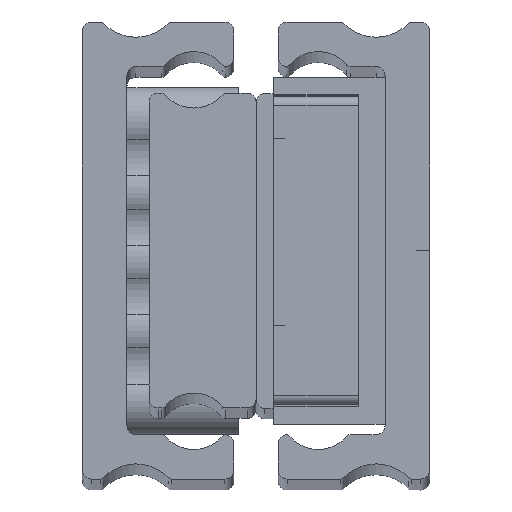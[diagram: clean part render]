
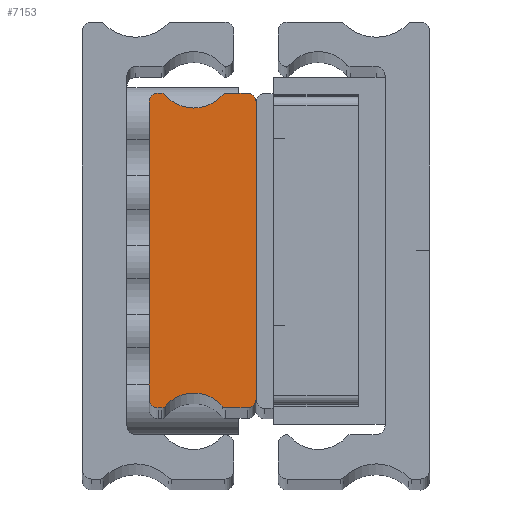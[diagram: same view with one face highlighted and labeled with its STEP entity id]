
A CAD part, top view. The second image highlights one B-rep face of the part: STEP entity #7153.
In plain terms, the highlighted planar face has unit normal (0, 0, 1).
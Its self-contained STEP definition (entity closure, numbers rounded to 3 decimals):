
#7 = PLANE ( 'NONE',  #656 ) ;
#17 = VERTEX_POINT ( 'NONE', #1347 ) ;
#39 = CARTESIAN_POINT ( 'NONE',  ( -3.397, -17.688, 0. ) ) ;
#56 = CARTESIAN_POINT ( 'NONE',  ( -1., -16.687, 0. ) ) ;
#134 = AXIS2_PLACEMENT_3D ( 'NONE', #151, #2535, #6713 ) ;
#151 = CARTESIAN_POINT ( 'NONE',  ( -3.397, -17.187, 0. ) ) ;
#182 = VECTOR ( 'NONE', #5683, 1000. ) ;
#224 = ORIENTED_EDGE ( 'NONE', *, *, #3142, .T. ) ;
#250 = AXIS2_PLACEMENT_3D ( 'NONE', #5401, #7123, #778 ) ;
#252 = DIRECTION ( 'NONE',  ( 1., 0., 0. ) ) ;
#290 = DIRECTION ( 'NONE',  ( 1., 0., 0. ) ) ;
#302 = EDGE_CURVE ( 'NONE', #4109, #3619, #3465, .T. ) ;
#397 = DIRECTION ( 'NONE',  ( 1., 0., 0. ) ) ;
#436 = CARTESIAN_POINT ( 'NONE',  ( -10.192, 17.473, 0. ) ) ;
#444 = LINE ( 'NONE', #5724, #4865 ) ;
#468 = EDGE_CURVE ( 'NONE', #5096, #877, #3812, .T. ) ;
#479 = CARTESIAN_POINT ( 'NONE',  ( -3.397, -17.688, 0. ) ) ;
#495 = ORIENTED_EDGE ( 'NONE', *, *, #4440, .T. ) ;
#596 = CARTESIAN_POINT ( 'NONE',  ( -3.808, 17.473, 0. ) ) ;
#656 = AXIS2_PLACEMENT_3D ( 'NONE', #5231, #2344, #4712 ) ;
#694 = AXIS2_PLACEMENT_3D ( 'NONE', #3071, #3650, #3186 ) ;
#778 = DIRECTION ( 'NONE',  ( 1., 0., 0. ) ) ;
#877 = VERTEX_POINT ( 'NONE', #5431 ) ;
#901 = LINE ( 'NONE', #5495, #1671 ) ;
#973 = LINE ( 'NONE', #7460, #182 ) ;
#1133 = ORIENTED_EDGE ( 'NONE', *, *, #3486, .T. ) ;
#1240 = DIRECTION ( 'NONE',  ( 0., 0., 1. ) ) ;
#1289 = CARTESIAN_POINT ( 'NONE',  ( -10.192, -17.473, 0. ) ) ;
#1290 = VERTEX_POINT ( 'NONE', #4208 ) ;
#1347 = CARTESIAN_POINT ( 'NONE',  ( -11., -17.687, 0. ) ) ;
#1415 = DIRECTION ( 'NONE',  ( 0., 0., 1. ) ) ;
#1520 = DIRECTION ( 'NONE',  ( 1., 0., 0. ) ) ;
#1527 = VERTEX_POINT ( 'NONE', #6327 ) ;
#1531 = DIRECTION ( 'NONE',  ( 1., 0., 0. ) ) ;
#1571 = CARTESIAN_POINT ( 'NONE',  ( -7., -20.232, 0. ) ) ;
#1616 = ORIENTED_EDGE ( 'NONE', *, *, #468, .T. ) ;
#1671 = VECTOR ( 'NONE', #7273, 1000. ) ;
#1702 = ORIENTED_EDGE ( 'NONE', *, *, #2599, .T. ) ;
#1755 = CARTESIAN_POINT ( 'NONE',  ( -1., 16.687, 0. ) ) ;
#1836 = FACE_OUTER_BOUND ( 'NONE', #3557, .T. ) ;
#1880 = EDGE_CURVE ( 'NONE', #5394, #4876, #3921, .T. ) ;
#2031 = CIRCLE ( 'NONE', #2655, 1. ) ;
#2091 = CARTESIAN_POINT ( 'NONE',  ( -11., -16.688, 0. ) ) ;
#2344 = DIRECTION ( 'NONE',  ( 0., 0., 1. ) ) ;
#2350 = ORIENTED_EDGE ( 'NONE', *, *, #4515, .T. ) ;
#2357 = DIRECTION ( 'NONE',  ( 1., 0., 0. ) ) ;
#2495 = CARTESIAN_POINT ( 'NONE',  ( -10.603, -17.187, 0. ) ) ;
#2535 = DIRECTION ( 'NONE',  ( 0., 0., 1. ) ) ;
#2599 = EDGE_CURVE ( 'NONE', #5889, #4109, #7510, .T. ) ;
#2632 = CIRCLE ( 'NONE', #3011, 1. ) ;
#2651 = CIRCLE ( 'NONE', #6947, 0.5 ) ;
#2655 = AXIS2_PLACEMENT_3D ( 'NONE', #1755, #5877, #4119 ) ;
#2794 = ORIENTED_EDGE ( 'NONE', *, *, #302, .T. ) ;
#2911 = ORIENTED_EDGE ( 'NONE', *, *, #5102, .T. ) ;
#3007 = CARTESIAN_POINT ( 'NONE',  ( -1., 17.688, 0. ) ) ;
#3011 = AXIS2_PLACEMENT_3D ( 'NONE', #56, #1240, #2357 ) ;
#3071 = CARTESIAN_POINT ( 'NONE',  ( -11., 16.687, 0. ) ) ;
#3142 = EDGE_CURVE ( 'NONE', #4164, #6443, #973, .T. ) ;
#3144 = EDGE_CURVE ( 'NONE', #7552, #5096, #4505, .T. ) ;
#3160 = VECTOR ( 'NONE', #6690, 1000. ) ;
#3186 = DIRECTION ( 'NONE',  ( 1., 0., 0. ) ) ;
#3223 = VECTOR ( 'NONE', #6321, 1000. ) ;
#3353 = DIRECTION ( 'NONE',  ( 0., -1., 0. ) ) ;
#3434 = CARTESIAN_POINT ( 'NONE',  ( -3.808, -17.473, 0. ) ) ;
#3443 = ORIENTED_EDGE ( 'NONE', *, *, #6467, .T. ) ;
#3465 = CIRCLE ( 'NONE', #134, 0.5 ) ;
#3486 = EDGE_CURVE ( 'NONE', #1290, #4164, #2632, .T. ) ;
#3490 = CARTESIAN_POINT ( 'NONE',  ( -12., 16.687, 0. ) ) ;
#3557 = EDGE_LOOP ( 'NONE', ( #6805, #1616, #3443, #7032, #6970, #2911, #7006, #495, #1702, #2794, #2350, #1133, #224, #3840, #5483, #6344 ) ) ;
#3619 = VERTEX_POINT ( 'NONE', #39 ) ;
#3650 = DIRECTION ( 'NONE',  ( 0., 0., 1. ) ) ;
#3724 = CARTESIAN_POINT ( 'NONE',  ( -3.397, 17.687, 0. ) ) ;
#3754 = LINE ( 'NONE', #4941, #3160 ) ;
#3812 = CIRCLE ( 'NONE', #250, 0.5 ) ;
#3840 = ORIENTED_EDGE ( 'NONE', *, *, #4741, .T. ) ;
#3861 = CARTESIAN_POINT ( 'NONE',  ( 0., 16.687, 0. ) ) ;
#3921 = LINE ( 'NONE', #4550, #3223 ) ;
#4029 = CIRCLE ( 'NONE', #694, 1. ) ;
#4109 = VERTEX_POINT ( 'NONE', #3434 ) ;
#4119 = DIRECTION ( 'NONE',  ( 1., 0., 0. ) ) ;
#4164 = VERTEX_POINT ( 'NONE', #6296 ) ;
#4208 = CARTESIAN_POINT ( 'NONE',  ( -1., -17.688, 0. ) ) ;
#4428 = EDGE_CURVE ( 'NONE', #17, #5060, #901, .T. ) ;
#4440 = EDGE_CURVE ( 'NONE', #5060, #5889, #2651, .T. ) ;
#4456 = EDGE_CURVE ( 'NONE', #4876, #7552, #5599, .T. ) ;
#4505 = CIRCLE ( 'NONE', #6071, 4.22 ) ;
#4515 = EDGE_CURVE ( 'NONE', #3619, #1290, #6904, .T. ) ;
#4550 = CARTESIAN_POINT ( 'NONE',  ( -1., 17.687, 0. ) ) ;
#4634 = VERTEX_POINT ( 'NONE', #5725 ) ;
#4712 = DIRECTION ( 'NONE',  ( 1., 0., 0. ) ) ;
#4741 = EDGE_CURVE ( 'NONE', #6443, #5394, #2031, .T. ) ;
#4865 = VECTOR ( 'NONE', #3353, 1000. ) ;
#4876 = VERTEX_POINT ( 'NONE', #3724 ) ;
#4881 = EDGE_CURVE ( 'NONE', #4634, #5165, #4029, .T. ) ;
#4941 = CARTESIAN_POINT ( 'NONE',  ( -10.603, 17.688, 0. ) ) ;
#5060 = VERTEX_POINT ( 'NONE', #6739 ) ;
#5096 = VERTEX_POINT ( 'NONE', #436 ) ;
#5102 = EDGE_CURVE ( 'NONE', #1527, #17, #7082, .T. ) ;
#5165 = VERTEX_POINT ( 'NONE', #3490 ) ;
#5231 = CARTESIAN_POINT ( 'NONE',  ( -7., 20.232, 0. ) ) ;
#5394 = VERTEX_POINT ( 'NONE', #3007 ) ;
#5401 = CARTESIAN_POINT ( 'NONE',  ( -10.603, 17.187, 0. ) ) ;
#5418 = DIRECTION ( 'NONE',  ( 0., 0., 1. ) ) ;
#5431 = CARTESIAN_POINT ( 'NONE',  ( -10.603, 17.687, 0. ) ) ;
#5483 = ORIENTED_EDGE ( 'NONE', *, *, #1880, .T. ) ;
#5495 = CARTESIAN_POINT ( 'NONE',  ( -11., -17.687, 0. ) ) ;
#5599 = CIRCLE ( 'NONE', #5845, 0.5 ) ;
#5650 = DIRECTION ( 'NONE',  ( 1., 0., 0. ) ) ;
#5683 = DIRECTION ( 'NONE',  ( 0., 1., 0. ) ) ;
#5724 = CARTESIAN_POINT ( 'NONE',  ( -12., 16.687, 0. ) ) ;
#5725 = CARTESIAN_POINT ( 'NONE',  ( -11., 17.687, 0. ) ) ;
#5845 = AXIS2_PLACEMENT_3D ( 'NONE', #6095, #5418, #290 ) ;
#5848 = VECTOR ( 'NONE', #1531, 1000. ) ;
#5877 = DIRECTION ( 'NONE',  ( 0., 0., 1. ) ) ;
#5889 = VERTEX_POINT ( 'NONE', #1289 ) ;
#5980 = AXIS2_PLACEMENT_3D ( 'NONE', #2091, #6779, #1520 ) ;
#6071 = AXIS2_PLACEMENT_3D ( 'NONE', #6975, #6355, #397 ) ;
#6095 = CARTESIAN_POINT ( 'NONE',  ( -3.397, 17.187, 0. ) ) ;
#6296 = CARTESIAN_POINT ( 'NONE',  ( 0., -16.687, 0. ) ) ;
#6321 = DIRECTION ( 'NONE',  ( -1., 0., 0. ) ) ;
#6327 = CARTESIAN_POINT ( 'NONE',  ( -12., -16.688, 0. ) ) ;
#6344 = ORIENTED_EDGE ( 'NONE', *, *, #4456, .T. ) ;
#6355 = DIRECTION ( 'NONE',  ( 0., 0., -1. ) ) ;
#6443 = VERTEX_POINT ( 'NONE', #3861 ) ;
#6467 = EDGE_CURVE ( 'NONE', #877, #4634, #3754, .T. ) ;
#6543 = AXIS2_PLACEMENT_3D ( 'NONE', #1571, #6676, #5650 ) ;
#6676 = DIRECTION ( 'NONE',  ( 0., 0., -1. ) ) ;
#6690 = DIRECTION ( 'NONE',  ( -1., 0., 0. ) ) ;
#6713 = DIRECTION ( 'NONE',  ( 1., 0., 0. ) ) ;
#6739 = CARTESIAN_POINT ( 'NONE',  ( -10.603, -17.687, 0. ) ) ;
#6779 = DIRECTION ( 'NONE',  ( 0., 0., 1. ) ) ;
#6805 = ORIENTED_EDGE ( 'NONE', *, *, #3144, .T. ) ;
#6904 = LINE ( 'NONE', #479, #5848 ) ;
#6947 = AXIS2_PLACEMENT_3D ( 'NONE', #2495, #1415, #252 ) ;
#6970 = ORIENTED_EDGE ( 'NONE', *, *, #7470, .T. ) ;
#6975 = CARTESIAN_POINT ( 'NONE',  ( -7., 20.232, 0. ) ) ;
#7006 = ORIENTED_EDGE ( 'NONE', *, *, #4428, .T. ) ;
#7032 = ORIENTED_EDGE ( 'NONE', *, *, #4881, .T. ) ;
#7082 = CIRCLE ( 'NONE', #5980, 1. ) ;
#7123 = DIRECTION ( 'NONE',  ( 0., 0., 1. ) ) ;
#7153 = ADVANCED_FACE ( 'NONE', ( #1836 ), #7, .T. ) ;
#7273 = DIRECTION ( 'NONE',  ( 1., 0., 0. ) ) ;
#7460 = CARTESIAN_POINT ( 'NONE',  ( 0., -16.687, 0. ) ) ;
#7470 = EDGE_CURVE ( 'NONE', #5165, #1527, #444, .T. ) ;
#7510 = CIRCLE ( 'NONE', #6543, 4.22 ) ;
#7552 = VERTEX_POINT ( 'NONE', #596 ) ;
